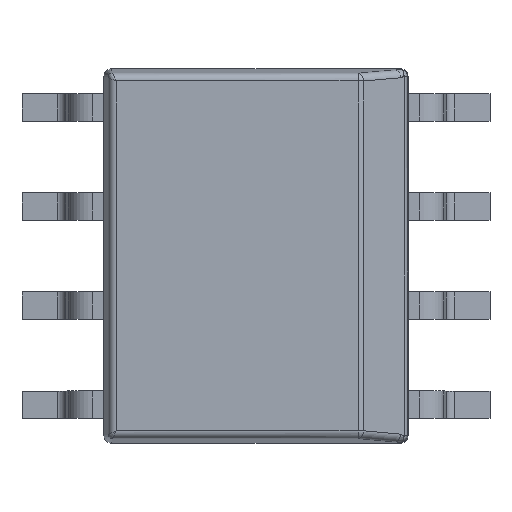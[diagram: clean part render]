
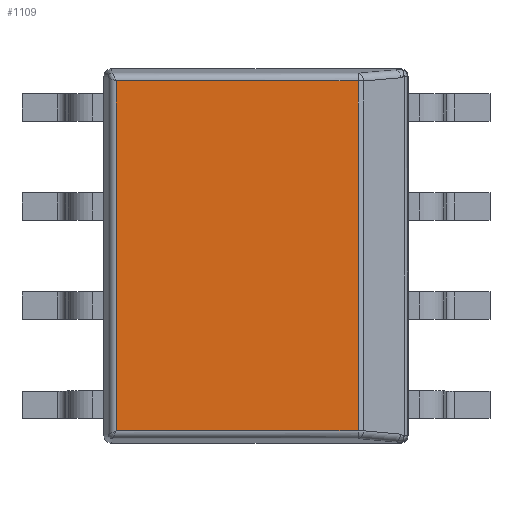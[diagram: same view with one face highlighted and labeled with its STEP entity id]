
A CAD part, top view. The second image highlights one B-rep face of the part: STEP entity #1109.
In plain terms, the highlighted planar face has unit normal (0, 0, 1).
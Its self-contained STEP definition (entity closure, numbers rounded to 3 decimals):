
#715 = VERTEX_POINT('',#716);
#716 = CARTESIAN_POINT('',(-1.793,-2.243,1.65));
#728 = EDGE_CURVE('',#715,#729,#731,.T.);
#729 = VERTEX_POINT('',#730);
#730 = CARTESIAN_POINT('',(-1.793,2.243,1.65));
#731 = LINE('',#732,#733);
#732 = CARTESIAN_POINT('',(-1.793,-2.3,1.65));
#733 = VECTOR('',#734,1.);
#734 = DIRECTION('',(0.,1.,0.));
#1109 = ADVANCED_FACE('',(#1110),#1135,.T.);
#1110 = FACE_BOUND('',#1111,.T.);
#1111 = EDGE_LOOP('',(#1112,#1120,#1128,#1134));
#1112 = ORIENTED_EDGE('',*,*,#1113,.F.);
#1113 = EDGE_CURVE('',#1114,#715,#1116,.T.);
#1114 = VERTEX_POINT('',#1115);
#1115 = CARTESIAN_POINT('',(1.309,-2.243,1.65));
#1116 = LINE('',#1117,#1118);
#1117 = CARTESIAN_POINT('',(1.35,-2.243,1.65));
#1118 = VECTOR('',#1119,1.);
#1119 = DIRECTION('',(-1.,0.,0.));
#1120 = ORIENTED_EDGE('',*,*,#1121,.T.);
#1121 = EDGE_CURVE('',#1114,#1122,#1124,.T.);
#1122 = VERTEX_POINT('',#1123);
#1123 = CARTESIAN_POINT('',(1.309,2.243,1.65));
#1124 = LINE('',#1125,#1126);
#1125 = CARTESIAN_POINT('',(1.309,-2.334,1.65));
#1126 = VECTOR('',#1127,1.);
#1127 = DIRECTION('',(0.,1.,0.));
#1128 = ORIENTED_EDGE('',*,*,#1129,.F.);
#1129 = EDGE_CURVE('',#729,#1122,#1130,.T.);
#1130 = LINE('',#1131,#1132);
#1131 = CARTESIAN_POINT('',(-1.85,2.243,1.65));
#1132 = VECTOR('',#1133,1.);
#1133 = DIRECTION('',(1.,0.,0.));
#1134 = ORIENTED_EDGE('',*,*,#728,.F.);
#1135 = PLANE('',#1136);
#1136 = AXIS2_PLACEMENT_3D('',#1137,#1138,#1139);
#1137 = CARTESIAN_POINT('',(0.,0.,1.65)
  );
#1138 = DIRECTION('',(0.,0.,1.));
#1139 = DIRECTION('',(1.,0.,0.));
